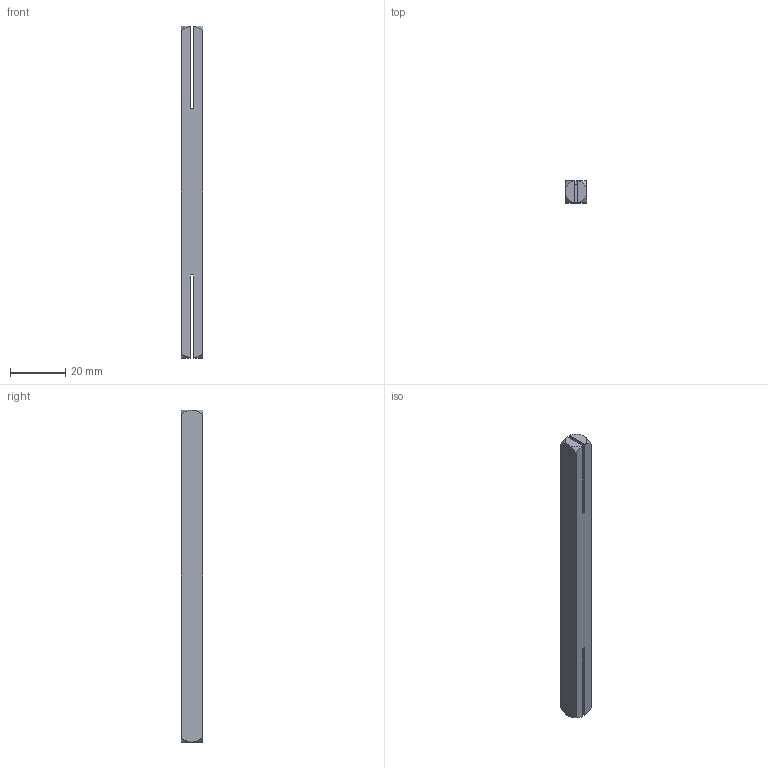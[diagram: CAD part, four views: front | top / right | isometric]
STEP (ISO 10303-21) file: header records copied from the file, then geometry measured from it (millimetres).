
FILE_DESCRIPTION (( 'STEP AP203' ), '1' );
FILE_NAME ('8071-120.STEP', '2023-01-26T14:03:25', ( '' ), ( '' ), 'SwSTEP 2.0', 'SolidWorks 2018', '' );
FILE_SCHEMA (( 'CONFIG_CONTROL_DESIGN' ));
Length unit declared in the file: millimetre
Products named in the file (1): 8071-120
Bounding box: 7.9 x 7.9 x 120 mm (x, y, z)
Volume: 6770.2 mm3; surface area: 4657.1 mm2
Topology: 1 solids, 1 shells, 261 faces, 705 edges, 468 vertices
Faces by surface type: plane 142, bspline 109, cone 8, torus 2
Entity records: 13808 total; most frequent: CARTESIAN_POINT 7968, ORIENTED_EDGE 1406, DIRECTION 777, EDGE_CURVE 703, VERTEX_POINT 468, LINE 443, VECTOR 443, EDGE_LOOP 285
